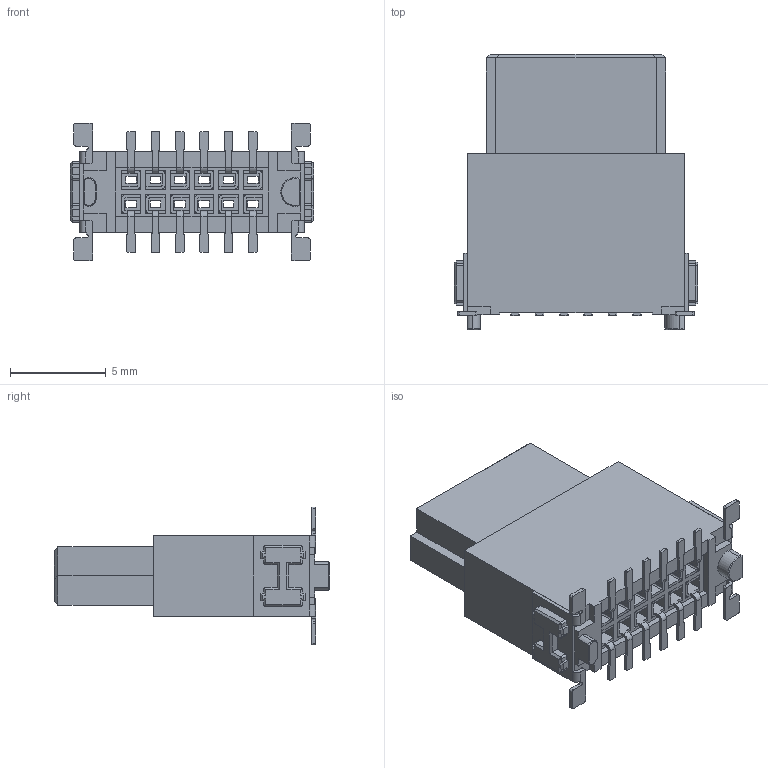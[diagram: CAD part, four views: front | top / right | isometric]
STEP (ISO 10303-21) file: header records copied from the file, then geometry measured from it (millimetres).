
FILE_DESCRIPTION (( 'STEP AP214' ), '1' );
FILE_NAME ('M55-6021242R.STEP', '2022-12-28T23:06:23', ( '' ), ( '' ), 'SwSTEP 2.0', 'SolidWorks 2021', '' );
FILE_SCHEMA (( 'AUTOMOTIVE_DESIGN' ));
Length unit declared in the file: millimetre
Products named in the file (1): M55-6021242R
Bounding box: 12.7 x 14.4 x 7.2 mm (x, y, z)
Volume: 437.5 mm3; surface area: 1882.5 mm2
Topology: 15 solids, 15 shells, 891 faces, 2393 edges, 1531 vertices
Faces by surface type: plane 659, cylinder 210, cone 22
Entity records: 27569 total; most frequent: CARTESIAN_POINT 4812, ORIENTED_EDGE 4754, DIRECTION 4583, EDGE_CURVE 2377, VECTOR 1947, LINE 1947, VERTEX_POINT 1531, AXIS2_PLACEMENT_3D 1318
